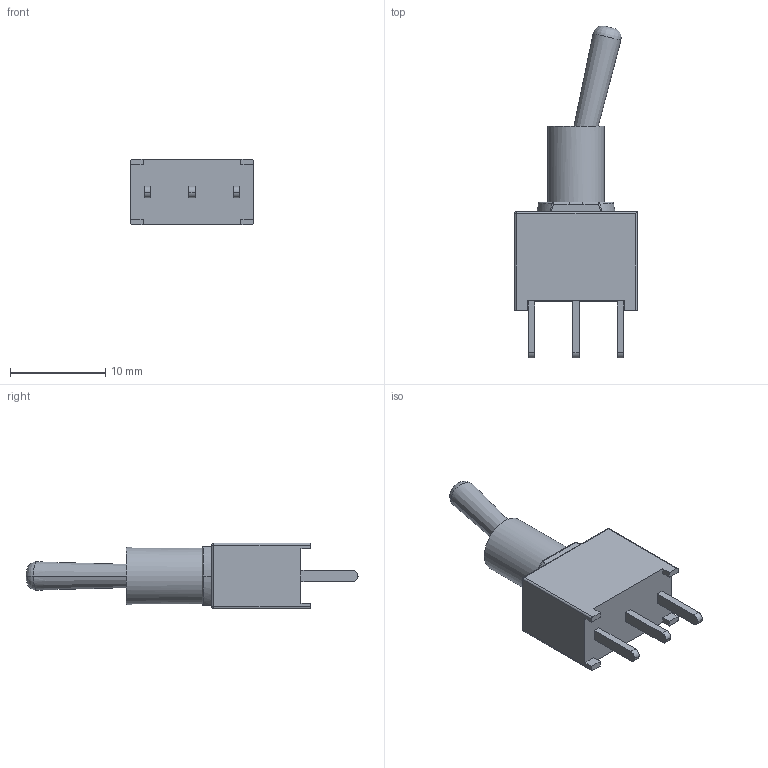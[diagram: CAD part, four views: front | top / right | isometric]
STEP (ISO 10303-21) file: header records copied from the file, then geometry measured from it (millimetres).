
FILE_DESCRIPTION(('FreeCAD Model'),'2;1');
FILE_NAME('toggle_switch.step' ,'2020-02-24T16:13:49',('Author'),(''), 'Open CASCADE STEP processor 6.8','FreeCAD','Unknown');
FILE_SCHEMA(('AUTOMOTIVE_DESIGN_CC2 { 1 2 10303 214 -1 1 5 4 }'));
Length unit declared in the file: millimetre
Products named in the file (3): ASSEMBLY; 秜憼錼禬PST-121A_IP67; 秜憼錼禬PST-121A_IP068
Assembly tree (2 placements, depth 2):
  ASSEMBLY
    秜憼錼禬PST-121A_IP67
    秜憼錼禬PST-121A_IP068
Bounding box: 12.9 x 34.94 x 6.9 mm (x, y, z)
Volume: 1159.9 mm3; surface area: 992.6 mm2
Topology: 2 solids, 2 shells, 84 faces, 208 edges, 125 vertices
Faces by surface type: plane 40, cylinder 18, sphere 8, cone 7, bspline 6, torus 3, revolution 2
Entity records: 9655 total; most frequent: CARTESIAN_POINT 5343, DIRECTION 608, ORIENTED_EDGE 400, PCURVE 400, DEFINITIONAL_REPRESENTATION 400, LINE 297, VECTOR 297, B_SPLINE_CURVE_WITH_KNOTS 202
